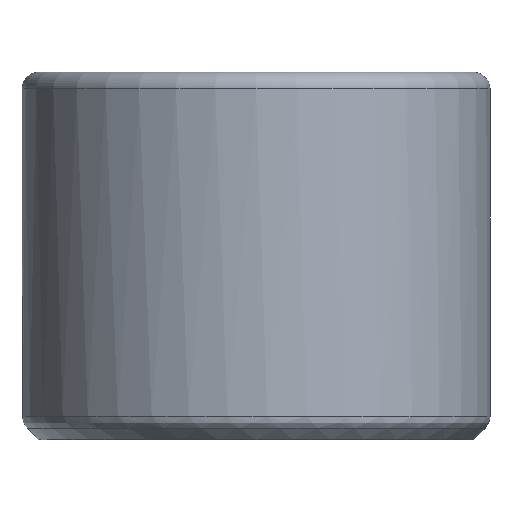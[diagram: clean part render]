
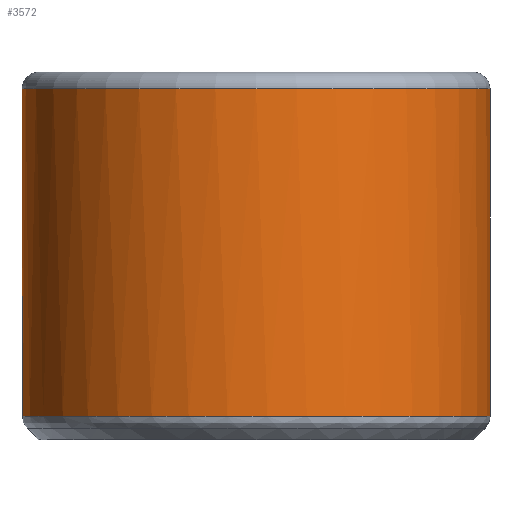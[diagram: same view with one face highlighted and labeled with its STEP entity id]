
A CAD part, front view. The second image highlights one B-rep face of the part: STEP entity #3572.
In plain terms, the highlighted cylindrical face has radius 14 mm (diameter 28 mm), a full revolution.
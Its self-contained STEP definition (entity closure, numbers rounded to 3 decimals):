
#484 = ( BOUNDED_SURFACE() B_SPLINE_SURFACE(2,14,(
    (#485,#486,#487,#488,#489,#490,#491,#492,#493,#494,#495,#496,#497
      ,#498,#499)
    ,(#500,#501,#502,#503,#504,#505,#506,#507,#508,#509,#510,#511,#512
      ,#513,#514)
    ,(#515,#516,#517,#518,#519,#520,#521,#522,#523,#524,#525,#526,#527
      ,#528,#529
)),.UNSPECIFIED.,.F.,.T.,.F.) B_SPLINE_SURFACE_WITH_KNOTS((3,3),(15,15),
  (0.,87.965),(0.,87.965),
.PIECEWISE_BEZIER_KNOTS.) GEOMETRIC_REPRESENTATION_ITEM() 
RATIONAL_B_SPLINE_SURFACE((
    (1.,1.,1.,1.,1.,1.
      ,1.,1.,1.,1.
      ,1.,1.,1.,1.,1.)
    ,(0.924,0.924,0.924,0.924
      ,0.924,0.924,0.924,0.924
      ,0.924,0.924,0.924,0.924
      ,0.924,0.924,0.924)
    ,(1.,1.,1.,1.,1.,1.
      ,1.,1.,1.,1.
      ,1.,1.,1.,1.,1.
))) REPRESENTATION_ITEM('') SURFACE() );
#485 = CARTESIAN_POINT('',(14.,0.,1.414));
#486 = CARTESIAN_POINT('',(14.,6.192,1.414
    ));
#487 = CARTESIAN_POINT('',(11.051,12.516,
    1.414));
#488 = CARTESIAN_POINT('',(4.945,17.324,1.414
    ));
#489 = CARTESIAN_POINT('',(-3.383,18.904,
    1.414));
#490 = CARTESIAN_POINT('',(-12.011,15.776,1.414
    ));
#491 = CARTESIAN_POINT('',(-17.798,9.582,1.414)
  );
#492 = CARTESIAN_POINT('',(-21.459,0.,
    1.414));
#493 = CARTESIAN_POINT('',(-17.798,-9.582,
    1.414));
#494 = CARTESIAN_POINT('',(-12.011,-15.776,1.414
    ));
#495 = CARTESIAN_POINT('',(-3.383,-18.904,
    1.414));
#496 = CARTESIAN_POINT('',(4.945,-17.324,1.414
    ));
#497 = CARTESIAN_POINT('',(11.051,-12.516,
    1.414));
#498 = CARTESIAN_POINT('',(14.,-6.192,
    1.414));
#499 = CARTESIAN_POINT('',(14.,0.,1.414));
#500 = CARTESIAN_POINT('',(14.,0.,1.));
#501 = CARTESIAN_POINT('',(14.,6.192,1.));
#502 = CARTESIAN_POINT('',(11.051,12.516,1.));
#503 = CARTESIAN_POINT('',(4.945,17.324,1.));
#504 = CARTESIAN_POINT('',(-3.383,18.904,1.));
#505 = CARTESIAN_POINT('',(-12.011,15.776,1.));
#506 = CARTESIAN_POINT('',(-17.798,9.582,1.));
#507 = CARTESIAN_POINT('',(-21.459,0.,
    1.));
#508 = CARTESIAN_POINT('',(-17.798,-9.582,
    1.));
#509 = CARTESIAN_POINT('',(-12.011,-15.776,
    1.));
#510 = CARTESIAN_POINT('',(-3.383,-18.904,1.));
#511 = CARTESIAN_POINT('',(4.945,-17.324,1.));
#512 = CARTESIAN_POINT('',(11.051,-12.516,1.));
#513 = CARTESIAN_POINT('',(14.,-6.192,1.));
#514 = CARTESIAN_POINT('',(14.,0.,1.));
#515 = CARTESIAN_POINT('',(13.707,0.,0.707));
#516 = CARTESIAN_POINT('',(13.707,6.063,0.707
    ));
#517 = CARTESIAN_POINT('',(10.82,12.255,
    0.707));
#518 = CARTESIAN_POINT('',(4.841,16.962,0.707
    ));
#519 = CARTESIAN_POINT('',(-3.313,18.509,
    0.707));
#520 = CARTESIAN_POINT('',(-11.759,15.446,
    0.707));
#521 = CARTESIAN_POINT('',(-17.426,9.381,0.707)
  );
#522 = CARTESIAN_POINT('',(-21.01,0.,
    0.707));
#523 = CARTESIAN_POINT('',(-17.426,-9.381,
    0.707));
#524 = CARTESIAN_POINT('',(-11.759,-15.446,
    0.707));
#525 = CARTESIAN_POINT('',(-3.313,-18.509,
    0.707));
#526 = CARTESIAN_POINT('',(4.841,-16.962,0.707
    ));
#527 = CARTESIAN_POINT('',(10.82,-12.255,
    0.707));
#528 = CARTESIAN_POINT('',(13.707,-6.063,
    0.707));
#529 = CARTESIAN_POINT('',(13.707,0.,
    0.707));
#2031 = VERTEX_POINT('',#2032);
#2032 = CARTESIAN_POINT('',(14.,0.,1.414));
#2053 = EDGE_CURVE('',#2031,#2031,#2054,.T.);
#2054 = SURFACE_CURVE('',#2055,(#2071,#2078),.PCURVE_S1.);
#2055 = ( BOUNDED_CURVE() B_SPLINE_CURVE(14,(#2056,#2057,#2058,#2059,
    #2060,#2061,#2062,#2063,#2064,#2065,#2066,#2067,#2068,#2069,#2070),
.UNSPECIFIED.,.T.,.F.) B_SPLINE_CURVE_WITH_KNOTS((15,15),(
0.,87.965),.PIECEWISE_BEZIER_KNOTS.) CURVE() 
GEOMETRIC_REPRESENTATION_ITEM() RATIONAL_B_SPLINE_CURVE((1.,1.,
    1.,1.,1.,1.,
    1.,1.,1.,1.,
    1.,1.,1.,1.,1.)) 
REPRESENTATION_ITEM('') );
#2056 = CARTESIAN_POINT('',(14.,0.,1.414));
#2057 = CARTESIAN_POINT('',(14.,6.192,
    1.414));
#2058 = CARTESIAN_POINT('',(11.051,12.516,
    1.414));
#2059 = CARTESIAN_POINT('',(4.945,17.324,
    1.414));
#2060 = CARTESIAN_POINT('',(-3.383,18.904,
    1.414));
#2061 = CARTESIAN_POINT('',(-12.011,15.776,
    1.414));
#2062 = CARTESIAN_POINT('',(-17.798,9.582,1.414
    ));
#2063 = CARTESIAN_POINT('',(-21.459,0.,
    1.414));
#2064 = CARTESIAN_POINT('',(-17.798,-9.582,
    1.414));
#2065 = CARTESIAN_POINT('',(-12.011,-15.776,
    1.414));
#2066 = CARTESIAN_POINT('',(-3.383,-18.904,
    1.414));
#2067 = CARTESIAN_POINT('',(4.945,-17.324,
    1.414));
#2068 = CARTESIAN_POINT('',(11.051,-12.516,
    1.414));
#2069 = CARTESIAN_POINT('',(14.,-6.192,
    1.414));
#2070 = CARTESIAN_POINT('',(14.,0.,1.414));
#2071 = PCURVE('',#484,#2072);
#2072 = DEFINITIONAL_REPRESENTATION('',(#2073),#2077);
#2073 = LINE('',#2074,#2075);
#2074 = CARTESIAN_POINT('',(0.,0.));
#2075 = VECTOR('',#2076,1.);
#2076 = DIRECTION('',(0.,1.));
#2077 = ( GEOMETRIC_REPRESENTATION_CONTEXT(2) 
PARAMETRIC_REPRESENTATION_CONTEXT() REPRESENTATION_CONTEXT('2D SPACE',''
  ) );
#2078 = PCURVE('',#2079,#2084);
#2079 = CYLINDRICAL_SURFACE('',#2080,14.);
#2080 = AXIS2_PLACEMENT_3D('',#2081,#2082,#2083);
#2081 = CARTESIAN_POINT('',(0.,0.,0.));
#2082 = DIRECTION('',(-0.,-0.,-1.));
#2083 = DIRECTION('',(1.,0.,0.));
#2084 = DEFINITIONAL_REPRESENTATION('',(#2085),#2106);
#2085 = B_SPLINE_CURVE_WITH_KNOTS('',10,(#2086,#2087,#2088,#2089,#2090,
    #2091,#2092,#2093,#2094,#2095,#2096,#2097,#2098,#2099,#2100,#2101,
    #2102,#2103,#2104,#2105),.UNSPECIFIED.,.F.,.F.,(11,9,11),(
    0.,43.982,87.965),.UNSPECIFIED.);
#2086 = CARTESIAN_POINT('',(0.,-1.414));
#2087 = CARTESIAN_POINT('',(-0.31,-1.414));
#2088 = CARTESIAN_POINT('',(-0.624,-1.414));
#2089 = CARTESIAN_POINT('',(-0.94,-1.414));
#2090 = CARTESIAN_POINT('',(-1.256,-1.414));
#2091 = CARTESIAN_POINT('',(-1.57,-1.414));
#2092 = CARTESIAN_POINT('',(-1.885,-1.414));
#2093 = CARTESIAN_POINT('',(-2.199,-1.414));
#2094 = CARTESIAN_POINT('',(-2.513,-1.414));
#2095 = CARTESIAN_POINT('',(-2.827,-1.414));
#2096 = CARTESIAN_POINT('',(-3.456,-1.414));
#2097 = CARTESIAN_POINT('',(-3.77,-1.414));
#2098 = CARTESIAN_POINT('',(-4.084,-1.414));
#2099 = CARTESIAN_POINT('',(-4.398,-1.414));
#2100 = CARTESIAN_POINT('',(-4.713,-1.414));
#2101 = CARTESIAN_POINT('',(-5.027,-1.414));
#2102 = CARTESIAN_POINT('',(-5.343,-1.414));
#2103 = CARTESIAN_POINT('',(-5.659,-1.414));
#2104 = CARTESIAN_POINT('',(-5.974,-1.414));
#2105 = CARTESIAN_POINT('',(-6.283,-1.414));
#2106 = ( GEOMETRIC_REPRESENTATION_CONTEXT(2) 
PARAMETRIC_REPRESENTATION_CONTEXT() REPRESENTATION_CONTEXT('2D SPACE',''
  ) );
#3572 = ADVANCED_FACE('',(#3573),#2079,.T.);
#3573 = FACE_BOUND('',#3574,.F.);
#3574 = EDGE_LOOP('',(#3575,#3598,#3625,#3626));
#3575 = ORIENTED_EDGE('',*,*,#3576,.T.);
#3576 = EDGE_CURVE('',#2031,#3577,#3579,.T.);
#3577 = VERTEX_POINT('',#3578);
#3578 = CARTESIAN_POINT('',(14.,0.,21.));
#3579 = SEAM_CURVE('',#3580,(#3584,#3591),.PCURVE_S1.);
#3580 = LINE('',#3581,#3582);
#3581 = CARTESIAN_POINT('',(14.,0.,0.));
#3582 = VECTOR('',#3583,1.);
#3583 = DIRECTION('',(0.,0.,1.));
#3584 = PCURVE('',#2079,#3585);
#3585 = DEFINITIONAL_REPRESENTATION('',(#3586),#3590);
#3586 = LINE('',#3587,#3588);
#3587 = CARTESIAN_POINT('',(-0.,0.));
#3588 = VECTOR('',#3589,1.);
#3589 = DIRECTION('',(-0.,-1.));
#3590 = ( GEOMETRIC_REPRESENTATION_CONTEXT(2) 
PARAMETRIC_REPRESENTATION_CONTEXT() REPRESENTATION_CONTEXT('2D SPACE',''
  ) );
#3591 = PCURVE('',#2079,#3592);
#3592 = DEFINITIONAL_REPRESENTATION('',(#3593),#3597);
#3593 = LINE('',#3594,#3595);
#3594 = CARTESIAN_POINT('',(-6.283,0.));
#3595 = VECTOR('',#3596,1.);
#3596 = DIRECTION('',(-0.,-1.));
#3597 = ( GEOMETRIC_REPRESENTATION_CONTEXT(2) 
PARAMETRIC_REPRESENTATION_CONTEXT() REPRESENTATION_CONTEXT('2D SPACE',''
  ) );
#3598 = ORIENTED_EDGE('',*,*,#3599,.T.);
#3599 = EDGE_CURVE('',#3577,#3577,#3600,.T.);
#3600 = SURFACE_CURVE('',#3601,(#3606,#3613),.PCURVE_S1.);
#3601 = CIRCLE('',#3602,14.);
#3602 = AXIS2_PLACEMENT_3D('',#3603,#3604,#3605);
#3603 = CARTESIAN_POINT('',(0.,0.,21.));
#3604 = DIRECTION('',(0.,0.,1.));
#3605 = DIRECTION('',(1.,0.,-0.));
#3606 = PCURVE('',#2079,#3607);
#3607 = DEFINITIONAL_REPRESENTATION('',(#3608),#3612);
#3608 = LINE('',#3609,#3610);
#3609 = CARTESIAN_POINT('',(-0.,-21.));
#3610 = VECTOR('',#3611,1.);
#3611 = DIRECTION('',(-1.,0.));
#3612 = ( GEOMETRIC_REPRESENTATION_CONTEXT(2) 
PARAMETRIC_REPRESENTATION_CONTEXT() REPRESENTATION_CONTEXT('2D SPACE',''
  ) );
#3613 = PCURVE('',#3614,#3619);
#3614 = TOROIDAL_SURFACE('',#3615,13.,1.);
#3615 = AXIS2_PLACEMENT_3D('',#3616,#3617,#3618);
#3616 = CARTESIAN_POINT('',(0.,0.,21.));
#3617 = DIRECTION('',(0.,0.,1.));
#3618 = DIRECTION('',(1.,0.,-0.));
#3619 = DEFINITIONAL_REPRESENTATION('',(#3620),#3624);
#3620 = LINE('',#3621,#3622);
#3621 = CARTESIAN_POINT('',(0.,0.));
#3622 = VECTOR('',#3623,1.);
#3623 = DIRECTION('',(1.,0.));
#3624 = ( GEOMETRIC_REPRESENTATION_CONTEXT(2) 
PARAMETRIC_REPRESENTATION_CONTEXT() REPRESENTATION_CONTEXT('2D SPACE',''
  ) );
#3625 = ORIENTED_EDGE('',*,*,#3576,.F.);
#3626 = ORIENTED_EDGE('',*,*,#2053,.F.);
